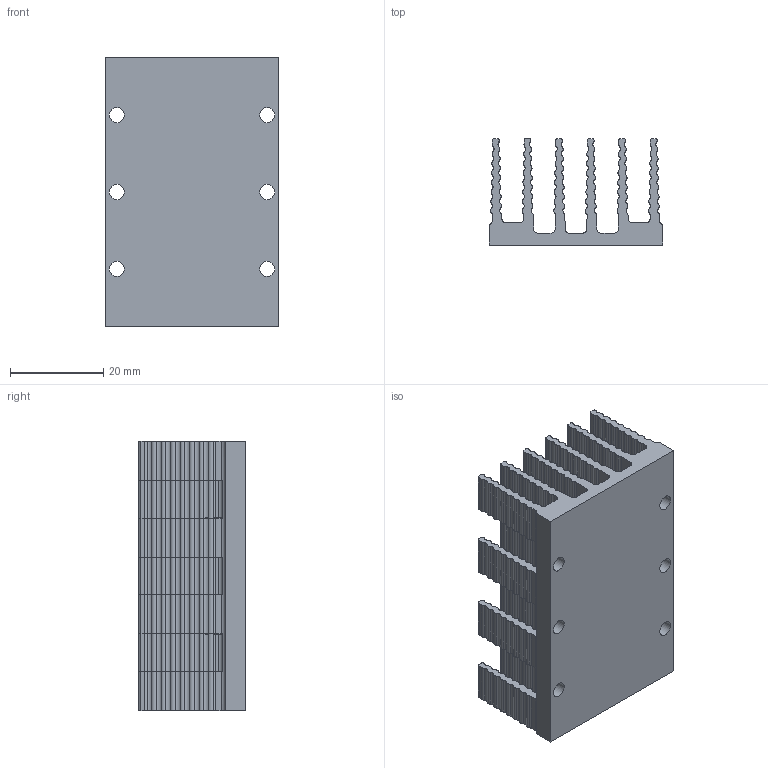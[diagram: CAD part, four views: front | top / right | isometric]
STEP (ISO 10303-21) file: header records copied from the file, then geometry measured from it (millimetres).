
FILE_DESCRIPTION (( 'STEP AP214' ), '1' );
FILE_NAME ('30183r3.STEP', '2011-06-30T14:54:14', ( 'Vicor User' ), ( 'Microsoft' ), 'SwSTEP 2.0', 'SolidWorks 2010', '' );
FILE_SCHEMA (( 'AUTOMOTIVE_DESIGN' ));
Length unit declared in the file: millimetre
Products named in the file (1): 30183r3
Bounding box: 37.34 x 22.86 x 57.91 mm (x, y, z)
Volume: 17131.3 mm3; surface area: 17995.2 mm2
Topology: 1 solids, 1 shells, 556 faces, 1662 edges, 1108 vertices
Faces by surface type: cylinder 474, plane 82
Full cylindrical faces by diameter (mm): 3.264 x6
Entity records: 25668 total; most frequent: CARTESIAN_POINT 4077, DIRECTION 3424, ORIENTED_EDGE 3312, EDGE_CURVE 1656, AXIS2_PLACEMENT_3D 1385, VERTEX_POINT 1108, CIRCLE 828, LINE 654
